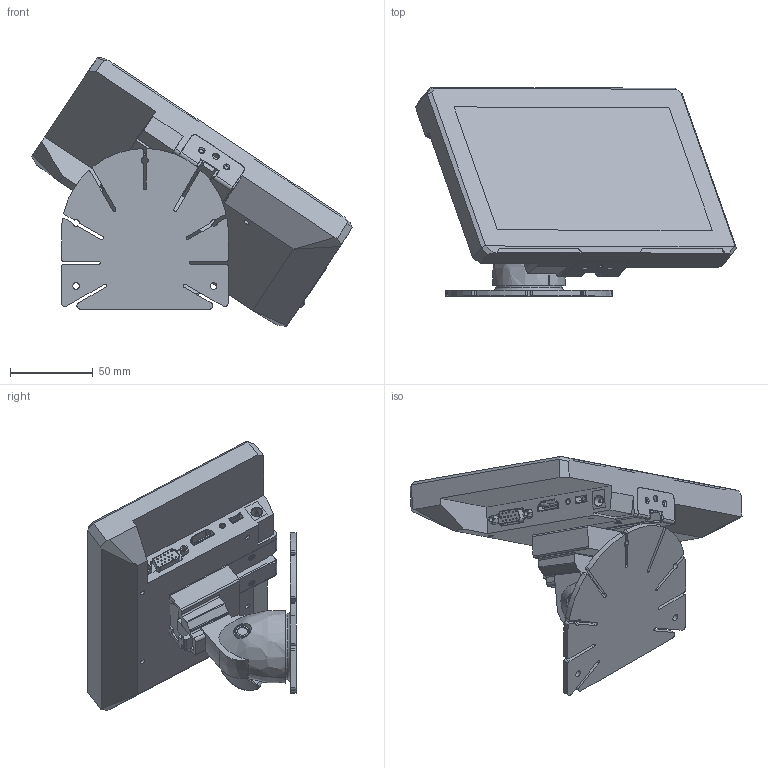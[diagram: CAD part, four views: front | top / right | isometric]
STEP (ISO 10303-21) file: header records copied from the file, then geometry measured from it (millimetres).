
FILE_DESCRIPTION(/* description */ (''),/* implementation_level */ '2;1');
FILE_NAME(/* name */ 'T.stp',/* time_stamp */ '2016-12-02T08:40:18+01:00',/* author */ ('Tonny'),/* organization */ (''),/* preprocessor_version */ 'ST-DEVELOPER v16.5',/* originating_system */ 'Autodesk Inventor 2017',/* authorisation */ '');
FILE_SCHEMA (('AUTOMOTIVE_DESIGN { 1 0 10303 214 3 1 1 }'));
Length unit declared in the file: millimetre
Products named in the file (21): desktop mount; voetplaat houder; voeplaat opstand; knop; AS 1427 - M5 x 25; houder; klem; AS 1427 - M5 x 10; 1; 2; Lilliput 779GL-70NP-C-T 7  7 inch HDMI; Lilliput 779GL-70NP-C-T 7  7 inch HDMI_1; camera mount; BS 4183 - M2,5 x 4; glass; VGA adaptor; HDMI; connector; 12V DC adaptor; knob; volume
Assembly tree (26 placements, depth 3):
  desktop mount
    voetplaat houder
    voeplaat opstand
    knop
    AS 1427 - M5 x 25
    houder
    klem
    AS 1427 - M5 x 10
    1
    2
    Lilliput 779GL-70NP-C-T 7  7 inch HDMI
      Lilliput 779GL-70NP-C-T 7  7 inch HDMI_1
      camera mount
      BS 4183 - M2,5 x 4  x4
      glass
      VGA adaptor
      HDMI
      connector
      12V DC adaptor
      knob  x4
      volume
Bounding box: 193.61 x 125.71 x 162.17 mm (x, y, z)
Volume: 627894.5 mm3; surface area: 152197.6 mm2
Topology: 26 solids, 26 shells, 905 faces, 2261 edges, 1465 vertices
Faces by surface type: plane 550, cylinder 214, cone 99, torus 21, bspline 21
Full cylindrical faces by diameter (mm): 0.4 x4, 0.85 x15, 1.5 x1, 1.948 x4, 2 x2, 2.5 x10, 2.75 x2, 2.828 x1, 2.9 x1, 3 x2, 3.242 x4, 3.3 x1, 3.5 x1, 4 x2, 4.134 x2, 4.45 x4, 4.707 x2, 5 x3, 5.8 x1, 5.9 x1, 6 x4, 6.25 x1, 7 x1, 9 x2, 10 x1, 10.5 x2, 12 x1, 13 x1, 19.6 x2, 40 x1
Entity records: 23422 total; most frequent: CARTESIAN_POINT 4931, DIRECTION 3745, ORIENTED_EDGE 3556, EDGE_CURVE 1778, AXIS2_PLACEMENT_3D 1300, VERTEX_POINT 1213, LINE 1145, VECTOR 1145
